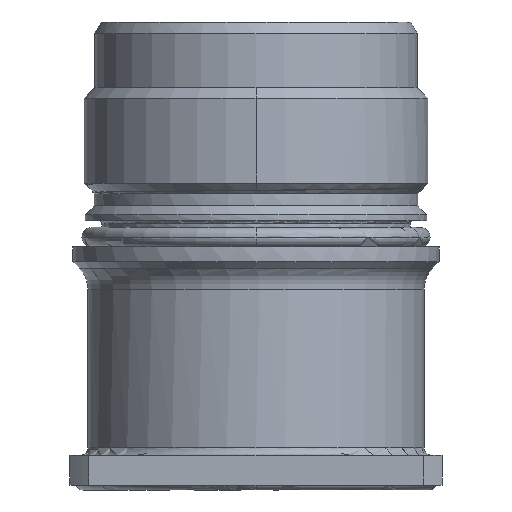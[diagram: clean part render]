
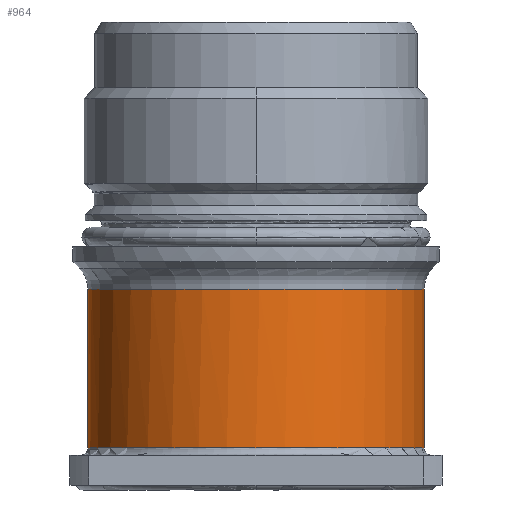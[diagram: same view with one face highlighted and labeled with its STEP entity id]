
A CAD part, front view. The second image highlights one B-rep face of the part: STEP entity #964.
In plain terms, the highlighted cylindrical face has radius 11.25 mm (diameter 22.5 mm), a partial arc.
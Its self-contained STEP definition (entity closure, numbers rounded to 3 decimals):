
#888=AXIS2_PLACEMENT_3D('Circle Axis2P3D',#886,#887,$) ;
#925=AXIS2_PLACEMENT_3D('Cylinder Axis2P3D',#922,#923,#924) ;
#883=CARTESIAN_POINT('Vertex',(23.7,12.45,2.82)) ;
#886=CARTESIAN_POINT('Axis2P3D Location',(12.45,12.45,2.82)) ;
#890=CARTESIAN_POINT('Vertex',(1.2,12.45,2.82)) ;
#922=CARTESIAN_POINT('Axis2P3D Location',(12.45,12.45,-1.796)) ;
#927=CARTESIAN_POINT('Line Origine',(23.7,12.45,-1.796)) ;
#931=CARTESIAN_POINT('Vertex',(23.7,12.45,13.442)) ;
#935=CARTESIAN_POINT('Control Point',(23.7,12.45,13.442)) ;
#936=CARTESIAN_POINT('Control Point',(23.7,10.683,13.442)) ;
#937=CARTESIAN_POINT('Control Point',(23.353,8.916,13.442)) ;
#938=CARTESIAN_POINT('Control Point',(22.659,7.24,13.442)) ;
#939=CARTESIAN_POINT('Control Point',(20.65,4.25,13.442)) ;
#940=CARTESIAN_POINT('Control Point',(17.66,2.241,13.442)) ;
#941=CARTESIAN_POINT('Control Point',(15.984,1.547,13.442)) ;
#942=CARTESIAN_POINT('Control Point',(12.45,0.853,13.442)) ;
#943=CARTESIAN_POINT('Control Point',(8.916,1.547,13.442)) ;
#944=CARTESIAN_POINT('Control Point',(7.24,2.241,13.442)) ;
#945=CARTESIAN_POINT('Control Point',(4.25,4.25,13.442)) ;
#946=CARTESIAN_POINT('Control Point',(2.241,7.24,13.442)) ;
#947=CARTESIAN_POINT('Control Point',(1.547,8.916,13.442)) ;
#948=CARTESIAN_POINT('Control Point',(1.2,10.683,13.442)) ;
#949=CARTESIAN_POINT('Control Point',(1.2,12.45,13.442)) ;
#950=CARTESIAN_POINT('Vertex',(1.2,12.45,13.442)) ;
#953=CARTESIAN_POINT('Line Origine',(1.2,12.45,-1.796)) ;
#887=DIRECTION('Axis2P3D Direction',(0.,0.,-1.)) ;
#923=DIRECTION('Axis2P3D Direction',(0.,0.,-1.)) ;
#924=DIRECTION('Axis2P3D XDirection',(1.,0.,0.)) ;
#928=DIRECTION('Vector Direction',(0.,0.,-1.)) ;
#954=DIRECTION('Vector Direction',(0.,0.,-1.)) ;
#929=VECTOR('Line Direction',#928,1.) ;
#955=VECTOR('Line Direction',#954,1.) ;
#959=ORIENTED_EDGE('',*,*,#933,.F.) ;
#960=ORIENTED_EDGE('',*,*,#952,.T.) ;
#961=ORIENTED_EDGE('',*,*,#957,.T.) ;
#962=ORIENTED_EDGE('',*,*,#892,.F.) ;
#964=ADVANCED_FACE('Hauptk\X2\00F6\X0\rper',(#963),#926,.T.) ;
#934=B_SPLINE_CURVE_WITH_KNOTS('',5,(#935,#936,#937,#938,#939,#940,#941,#942,#943,#944,#945,#946,#947,#948,#949),.UNSPECIFIED.,.F.,.U.,(6,3,3,3,6),(-17.671,-8.836,0.,8.836,17.671),.UNSPECIFIED.) ;
#889=CIRCLE('generated circle',#888,11.25) ;
#926=CYLINDRICAL_SURFACE('generated cylinder',#925,11.25) ;
#892=EDGE_CURVE('',#884,#891,#889,.T.) ;
#933=EDGE_CURVE('',#932,#884,#930,.T.) ;
#952=EDGE_CURVE('',#932,#951,#934,.T.) ;
#957=EDGE_CURVE('',#951,#891,#956,.T.) ;
#958=EDGE_LOOP('',(#959,#960,#961,#962)) ;
#963=FACE_OUTER_BOUND('',#958,.T.) ;
#930=LINE('Line',#927,#929) ;
#956=LINE('Line',#953,#955) ;
#884=VERTEX_POINT('',#883) ;
#891=VERTEX_POINT('',#890) ;
#932=VERTEX_POINT('',#931) ;
#951=VERTEX_POINT('',#950) ;
